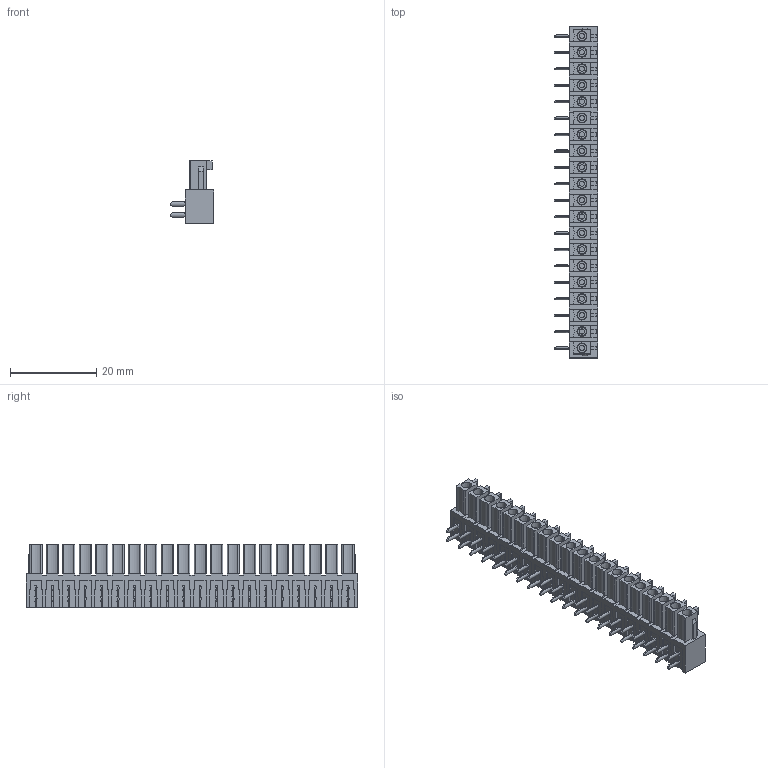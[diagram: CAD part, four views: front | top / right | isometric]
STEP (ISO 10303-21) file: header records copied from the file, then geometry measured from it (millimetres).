
FILE_DESCRIPTION((''),'2;1');
FILE_NAME('PRT0022','2018-11-27T',('pc'),(''),'CREO PARAMETRIC BY PTC INC, 2014350','CREO PARAMETRIC BY PTC INC, 2014350','');
FILE_SCHEMA(('CONFIG_CONTROL_DESIGN'));
Length unit declared in the file: millimetre
Products named in the file (1): PRT0022
Bounding box: 10.2 x 77 x 14.6 mm (x, y, z)
Volume: 5164.2 mm3; surface area: 5599 mm2
Topology: 1 solids, 1 shells, 1392 faces, 4102 edges, 2732 vertices
Faces by surface type: plane 1091, cylinder 261, cone 40
Entity records: 46275 total; most frequent: CARTESIAN_POINT 8986, ORIENTED_EDGE 8204, DIRECTION 7156, EDGE_CURVE 4102, VECTOR 3176, LINE 3176, VERTEX_POINT 2732, AXIS2_PLACEMENT_3D 1990
